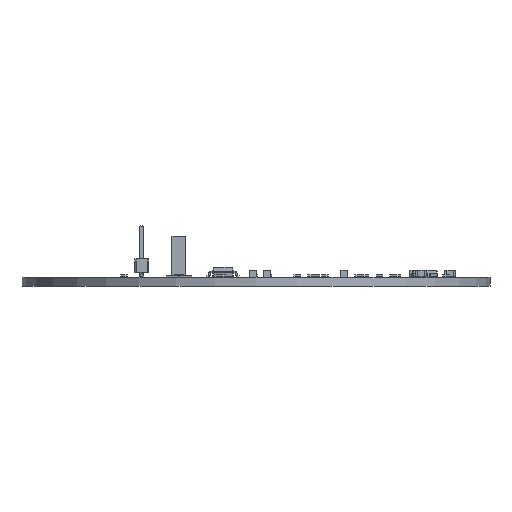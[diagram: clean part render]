
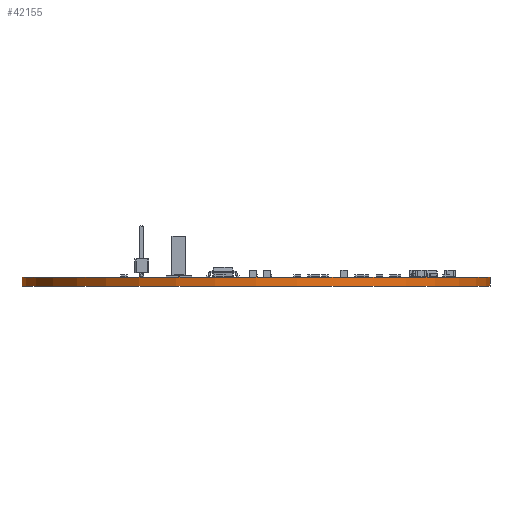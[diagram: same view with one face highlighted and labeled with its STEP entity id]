
A CAD part, front view. The second image highlights one B-rep face of the part: STEP entity #42155.
In plain terms, the highlighted cylindrical face has radius 42.5 mm (diameter 85 mm), a full revolution.
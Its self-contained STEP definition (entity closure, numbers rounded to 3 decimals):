
#42155 = ADVANCED_FACE('',(#42156),#42169,.T.);
#42156 = FACE_BOUND('',#42157,.T.);
#42157 = EDGE_LOOP('',(#42158,#42192,#42215,#42242));
#42158 = ORIENTED_EDGE('',*,*,#42159,.F.);
#42159 = EDGE_CURVE('',#42160,#42160,#42162,.T.);
#42160 = VERTEX_POINT('',#42161);
#42161 = CARTESIAN_POINT('',(192.5,-100.,1.6));
#42162 = SURFACE_CURVE('',#42163,(#42168,#42180),.PCURVE_S1.);
#42163 = CIRCLE('',#42164,42.5);
#42164 = AXIS2_PLACEMENT_3D('',#42165,#42166,#42167);
#42165 = CARTESIAN_POINT('',(150.,-100.,1.6));
#42166 = DIRECTION('',(0.,0.,1.));
#42167 = DIRECTION('',(1.,0.,-0.));
#42168 = PCURVE('',#42169,#42174);
#42169 = CYLINDRICAL_SURFACE('',#42170,42.5);
#42170 = AXIS2_PLACEMENT_3D('',#42171,#42172,#42173);
#42171 = CARTESIAN_POINT('',(150.,-100.,0.));
#42172 = DIRECTION('',(0.,0.,1.));
#42173 = DIRECTION('',(1.,0.,-0.));
#42174 = DEFINITIONAL_REPRESENTATION('',(#42175),#42179);
#42175 = LINE('',#42176,#42177);
#42176 = CARTESIAN_POINT('',(0.,1.6));
#42177 = VECTOR('',#42178,1.);
#42178 = DIRECTION('',(1.,0.));
#42179 = ( GEOMETRIC_REPRESENTATION_CONTEXT(2) 
PARAMETRIC_REPRESENTATION_CONTEXT() REPRESENTATION_CONTEXT('2D SPACE',''
  ) );
#42180 = PCURVE('',#42181,#42186);
#42181 = PLANE('',#42182);
#42182 = AXIS2_PLACEMENT_3D('',#42183,#42184,#42185);
#42183 = CARTESIAN_POINT('',(150.,-100.,1.6));
#42184 = DIRECTION('',(0.,0.,1.));
#42185 = DIRECTION('',(1.,0.,-0.));
#42186 = DEFINITIONAL_REPRESENTATION('',(#42187),#42191);
#42187 = CIRCLE('',#42188,42.5);
#42188 = AXIS2_PLACEMENT_2D('',#42189,#42190);
#42189 = CARTESIAN_POINT('',(0.,0.));
#42190 = DIRECTION('',(1.,0.));
#42191 = ( GEOMETRIC_REPRESENTATION_CONTEXT(2) 
PARAMETRIC_REPRESENTATION_CONTEXT() REPRESENTATION_CONTEXT('2D SPACE',''
  ) );
#42192 = ORIENTED_EDGE('',*,*,#42193,.F.);
#42193 = EDGE_CURVE('',#42194,#42160,#42196,.T.);
#42194 = VERTEX_POINT('',#42195);
#42195 = CARTESIAN_POINT('',(192.5,-100.,0.));
#42196 = SEAM_CURVE('',#42197,(#42201,#42208),.PCURVE_S1.);
#42197 = LINE('',#42198,#42199);
#42198 = CARTESIAN_POINT('',(192.5,-100.,0.));
#42199 = VECTOR('',#42200,1.);
#42200 = DIRECTION('',(0.,0.,1.));
#42201 = PCURVE('',#42169,#42202);
#42202 = DEFINITIONAL_REPRESENTATION('',(#42203),#42207);
#42203 = LINE('',#42204,#42205);
#42204 = CARTESIAN_POINT('',(6.283,-0.));
#42205 = VECTOR('',#42206,1.);
#42206 = DIRECTION('',(0.,1.));
#42207 = ( GEOMETRIC_REPRESENTATION_CONTEXT(2) 
PARAMETRIC_REPRESENTATION_CONTEXT() REPRESENTATION_CONTEXT('2D SPACE',''
  ) );
#42208 = PCURVE('',#42169,#42209);
#42209 = DEFINITIONAL_REPRESENTATION('',(#42210),#42214);
#42210 = LINE('',#42211,#42212);
#42211 = CARTESIAN_POINT('',(0.,-0.));
#42212 = VECTOR('',#42213,1.);
#42213 = DIRECTION('',(0.,1.));
#42214 = ( GEOMETRIC_REPRESENTATION_CONTEXT(2) 
PARAMETRIC_REPRESENTATION_CONTEXT() REPRESENTATION_CONTEXT('2D SPACE',''
  ) );
#42215 = ORIENTED_EDGE('',*,*,#42216,.T.);
#42216 = EDGE_CURVE('',#42194,#42194,#42217,.T.);
#42217 = SURFACE_CURVE('',#42218,(#42223,#42230),.PCURVE_S1.);
#42218 = CIRCLE('',#42219,42.5);
#42219 = AXIS2_PLACEMENT_3D('',#42220,#42221,#42222);
#42220 = CARTESIAN_POINT('',(150.,-100.,0.));
#42221 = DIRECTION('',(0.,0.,1.));
#42222 = DIRECTION('',(1.,0.,-0.));
#42223 = PCURVE('',#42169,#42224);
#42224 = DEFINITIONAL_REPRESENTATION('',(#42225),#42229);
#42225 = LINE('',#42226,#42227);
#42226 = CARTESIAN_POINT('',(0.,0.));
#42227 = VECTOR('',#42228,1.);
#42228 = DIRECTION('',(1.,0.));
#42229 = ( GEOMETRIC_REPRESENTATION_CONTEXT(2) 
PARAMETRIC_REPRESENTATION_CONTEXT() REPRESENTATION_CONTEXT('2D SPACE',''
  ) );
#42230 = PCURVE('',#42231,#42236);
#42231 = PLANE('',#42232);
#42232 = AXIS2_PLACEMENT_3D('',#42233,#42234,#42235);
#42233 = CARTESIAN_POINT('',(150.,-100.,0.));
#42234 = DIRECTION('',(0.,0.,1.));
#42235 = DIRECTION('',(1.,0.,-0.));
#42236 = DEFINITIONAL_REPRESENTATION('',(#42237),#42241);
#42237 = CIRCLE('',#42238,42.5);
#42238 = AXIS2_PLACEMENT_2D('',#42239,#42240);
#42239 = CARTESIAN_POINT('',(0.,0.));
#42240 = DIRECTION('',(1.,0.));
#42241 = ( GEOMETRIC_REPRESENTATION_CONTEXT(2) 
PARAMETRIC_REPRESENTATION_CONTEXT() REPRESENTATION_CONTEXT('2D SPACE',''
  ) );
#42242 = ORIENTED_EDGE('',*,*,#42193,.T.);
